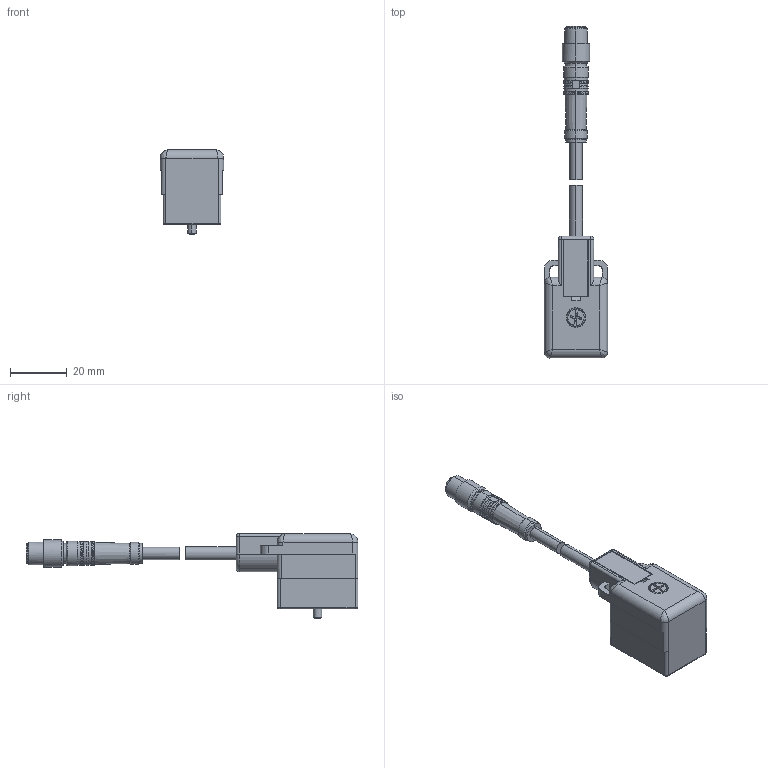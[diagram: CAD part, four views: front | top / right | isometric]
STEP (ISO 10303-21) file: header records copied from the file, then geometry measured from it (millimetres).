
FILE_DESCRIPTION(('CATIA V5 STEP Exchange','CAx-IF Rec.Pracs.--- Model Styling and Organization---1.4--- 2014-01-23'),'2;1');
FILE_NAME ('416141-2_0', '2021-08-13T12:31:58+00:00', ('none'), ('Weidmueller'), 'CATIA Version 5-6 Release 2016 SP3 HF44', 'CATIA V5 STEP AP214', 'none');
FILE_SCHEMA(('AUTOMOTIVE_DESIGN { 1 0 10303 214 1 1 1 1 }'));
Length unit declared in the file: millimetre
Products named in the file (1): 1271590300
Bounding box: 22.4 x 117.35 x 30.05 mm (x, y, z)
Volume: 19935.8 mm3; surface area: 8858.1 mm2
Topology: 12 solids, 12 shells, 416 faces, 1025 edges, 648 vertices
Faces by surface type: plane 176, cylinder 153, torus 35, cone 34, bspline 16, sphere 2
Entity records: 12816 total; most frequent: CARTESIAN_POINT 3825, ORIENTED_EDGE 2034, DIRECTION 1449, EDGE_CURVE 1017, VERTEX_POINT 648, AXIS2_PLACEMENT_3D 627, VECTOR 486, LINE 486
